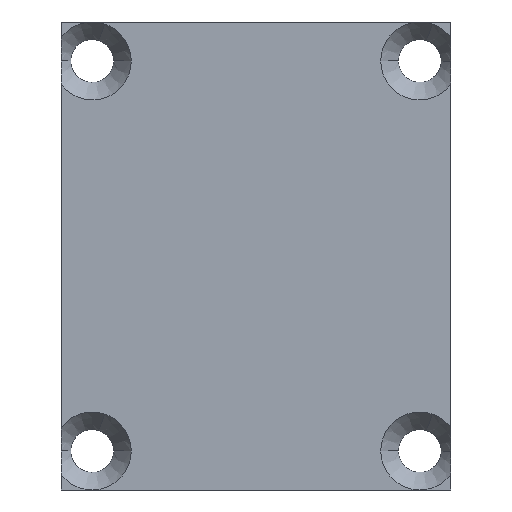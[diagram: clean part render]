
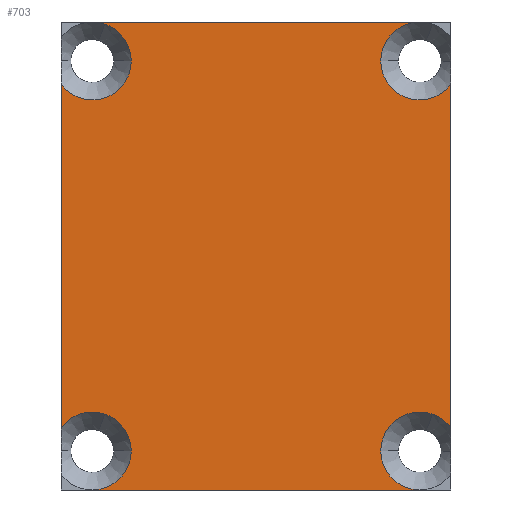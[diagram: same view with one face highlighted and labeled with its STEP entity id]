
A CAD part, front view. The second image highlights one B-rep face of the part: STEP entity #703.
In plain terms, the highlighted planar face has unit normal (0, -1, 0).
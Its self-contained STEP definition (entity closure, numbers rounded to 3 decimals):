
#563=AXIS2_PLACEMENT_3D('Plane Axis2P3D',#560,#561,#562) ;
#603=AXIS2_PLACEMENT_3D('Circle Axis2P3D',#601,#602,$) ;
#610=AXIS2_PLACEMENT_3D('Circle Axis2P3D',#608,#609,$) ;
#617=AXIS2_PLACEMENT_3D('Circle Axis2P3D',#615,#616,$) ;
#629=AXIS2_PLACEMENT_3D('Circle Axis2P3D',#627,#628,$) ;
#636=AXIS2_PLACEMENT_3D('Circle Axis2P3D',#634,#635,$) ;
#643=AXIS2_PLACEMENT_3D('Circle Axis2P3D',#641,#642,$) ;
#648=AXIS2_PLACEMENT_3D('Circle Axis2P3D',#646,#647,$) ;
#655=AXIS2_PLACEMENT_3D('Circle Axis2P3D',#653,#654,$) ;
#669=AXIS2_PLACEMENT_3D('Circle Axis2P3D',#667,#668,$) ;
#676=AXIS2_PLACEMENT_3D('Circle Axis2P3D',#674,#675,$) ;
#683=AXIS2_PLACEMENT_3D('Circle Axis2P3D',#681,#682,$) ;
#62=CARTESIAN_POINT('Vertex',(41.079,-251.683,1043.712)) ;
#65=CARTESIAN_POINT('Line Origine',(41.079,-251.683,1065.712)) ;
#69=CARTESIAN_POINT('Vertex',(41.079,-251.683,1087.712)) ;
#161=CARTESIAN_POINT('Vertex',(91.079,-251.683,1043.712)) ;
#235=CARTESIAN_POINT('Vertex',(91.079,-251.683,1087.712)) ;
#238=CARTESIAN_POINT('Line Origine',(91.079,-251.683,1065.712)) ;
#560=CARTESIAN_POINT('Axis2P3D Location',(0.,-251.683,0.)) ;
#587=CARTESIAN_POINT('Vertex',(45.079,-251.683,1035.712)) ;
#601=CARTESIAN_POINT('Axis2P3D Location',(45.08,-251.683,1040.711)) ;
#605=CARTESIAN_POINT('Vertex',(46.66,-251.683,1045.455)) ;
#608=CARTESIAN_POINT('Axis2P3D Location',(45.079,-251.683,1040.712)) ;
#612=CARTESIAN_POINT('Vertex',(50.079,-251.683,1040.712)) ;
#615=CARTESIAN_POINT('Axis2P3D Location',(45.079,-251.683,1040.712)) ;
#620=CARTESIAN_POINT('Line Origine',(66.079,-251.683,1035.712)) ;
#624=CARTESIAN_POINT('Vertex',(87.079,-251.683,1035.712)) ;
#627=CARTESIAN_POINT('Axis2P3D Location',(87.079,-251.683,1040.712)) ;
#631=CARTESIAN_POINT('Vertex',(82.079,-251.683,1040.712)) ;
#634=CARTESIAN_POINT('Axis2P3D Location',(87.08,-251.683,1040.711)) ;
#638=CARTESIAN_POINT('Vertex',(88.66,-251.683,1045.455)) ;
#641=CARTESIAN_POINT('Axis2P3D Location',(87.079,-251.683,1040.712)) ;
#646=CARTESIAN_POINT('Axis2P3D Location',(87.079,-251.683,1090.712)) ;
#650=CARTESIAN_POINT('Vertex',(82.079,-251.683,1090.712)) ;
#653=CARTESIAN_POINT('Axis2P3D Location',(87.08,-251.683,1090.711)) ;
#657=CARTESIAN_POINT('Vertex',(87.068,-251.683,1095.712)) ;
#660=CARTESIAN_POINT('Line Origine',(66.08,-251.683,1095.712)) ;
#664=CARTESIAN_POINT('Vertex',(45.091,-251.683,1095.712)) ;
#667=CARTESIAN_POINT('Axis2P3D Location',(45.08,-251.683,1090.711)) ;
#671=CARTESIAN_POINT('Vertex',(46.66,-251.683,1095.455)) ;
#674=CARTESIAN_POINT('Axis2P3D Location',(45.079,-251.683,1090.712)) ;
#678=CARTESIAN_POINT('Vertex',(50.079,-251.683,1090.712)) ;
#681=CARTESIAN_POINT('Axis2P3D Location',(45.079,-251.683,1090.712)) ;
#66=DIRECTION('Vector Direction',(0.,0.,1.)) ;
#239=DIRECTION('Vector Direction',(0.,0.,-1.)) ;
#561=DIRECTION('Axis2P3D Direction',(0.,-1.,0.)) ;
#562=DIRECTION('Axis2P3D XDirection',(1.,0.,0.)) ;
#602=DIRECTION('Axis2P3D Direction',(0.,-1.,0.)) ;
#609=DIRECTION('Axis2P3D Direction',(0.,-1.,0.)) ;
#616=DIRECTION('Axis2P3D Direction',(0.,-1.,0.)) ;
#621=DIRECTION('Vector Direction',(-1.,0.,0.)) ;
#628=DIRECTION('Axis2P3D Direction',(0.,-1.,0.)) ;
#635=DIRECTION('Axis2P3D Direction',(0.,-1.,0.)) ;
#642=DIRECTION('Axis2P3D Direction',(0.,-1.,0.)) ;
#647=DIRECTION('Axis2P3D Direction',(0.,-1.,0.)) ;
#654=DIRECTION('Axis2P3D Direction',(0.,-1.,0.)) ;
#661=DIRECTION('Vector Direction',(1.,0.,0.)) ;
#668=DIRECTION('Axis2P3D Direction',(0.,-1.,0.)) ;
#675=DIRECTION('Axis2P3D Direction',(0.,-1.,0.)) ;
#682=DIRECTION('Axis2P3D Direction',(0.,-1.,0.)) ;
#67=VECTOR('Line Direction',#66,1.) ;
#240=VECTOR('Line Direction',#239,1.) ;
#622=VECTOR('Line Direction',#621,1.) ;
#662=VECTOR('Line Direction',#661,1.) ;
#687=ORIENTED_EDGE('',*,*,#607,.F.) ;
#688=ORIENTED_EDGE('',*,*,#614,.F.) ;
#689=ORIENTED_EDGE('',*,*,#619,.F.) ;
#690=ORIENTED_EDGE('',*,*,#626,.T.) ;
#691=ORIENTED_EDGE('',*,*,#633,.F.) ;
#692=ORIENTED_EDGE('',*,*,#640,.F.) ;
#693=ORIENTED_EDGE('',*,*,#645,.F.) ;
#694=ORIENTED_EDGE('',*,*,#242,.T.) ;
#695=ORIENTED_EDGE('',*,*,#652,.F.) ;
#696=ORIENTED_EDGE('',*,*,#659,.F.) ;
#697=ORIENTED_EDGE('',*,*,#666,.T.) ;
#698=ORIENTED_EDGE('',*,*,#673,.F.) ;
#699=ORIENTED_EDGE('',*,*,#680,.F.) ;
#700=ORIENTED_EDGE('',*,*,#685,.F.) ;
#701=ORIENTED_EDGE('',*,*,#71,.T.) ;
#703=ADVANCED_FACE('PartBody',(#702),#564,.T.) ;
#604=CIRCLE('generated circle',#603,5.001) ;
#611=CIRCLE('generated circle',#610,5.) ;
#618=CIRCLE('generated circle',#617,5.) ;
#630=CIRCLE('generated circle',#629,5.) ;
#637=CIRCLE('generated circle',#636,5.001) ;
#644=CIRCLE('generated circle',#643,5.) ;
#649=CIRCLE('generated circle',#648,5.) ;
#656=CIRCLE('generated circle',#655,5.001) ;
#670=CIRCLE('generated circle',#669,5.001) ;
#677=CIRCLE('generated circle',#676,5.) ;
#684=CIRCLE('generated circle',#683,5.) ;
#71=EDGE_CURVE('',#70,#63,#68,.F.) ;
#242=EDGE_CURVE('',#162,#236,#241,.F.) ;
#607=EDGE_CURVE('',#606,#63,#604,.T.) ;
#614=EDGE_CURVE('',#613,#606,#611,.T.) ;
#619=EDGE_CURVE('',#588,#613,#618,.T.) ;
#626=EDGE_CURVE('',#588,#625,#623,.F.) ;
#633=EDGE_CURVE('',#632,#625,#630,.T.) ;
#640=EDGE_CURVE('',#639,#632,#637,.T.) ;
#645=EDGE_CURVE('',#162,#639,#644,.T.) ;
#652=EDGE_CURVE('',#651,#236,#649,.T.) ;
#659=EDGE_CURVE('',#658,#651,#656,.T.) ;
#666=EDGE_CURVE('',#658,#665,#663,.F.) ;
#673=EDGE_CURVE('',#672,#665,#670,.T.) ;
#680=EDGE_CURVE('',#679,#672,#677,.T.) ;
#685=EDGE_CURVE('',#70,#679,#684,.T.) ;
#686=EDGE_LOOP('',(#687,#688,#689,#690,#691,#692,#693,#694,#695,#696,#697,#698,#699,#700,#701)) ;
#702=FACE_OUTER_BOUND('',#686,.T.) ;
#68=LINE('Line',#65,#67) ;
#241=LINE('Line',#238,#240) ;
#623=LINE('Line',#620,#622) ;
#663=LINE('Line',#660,#662) ;
#564=PLANE('',#563) ;
#63=VERTEX_POINT('',#62) ;
#70=VERTEX_POINT('',#69) ;
#162=VERTEX_POINT('',#161) ;
#236=VERTEX_POINT('',#235) ;
#588=VERTEX_POINT('',#587) ;
#606=VERTEX_POINT('',#605) ;
#613=VERTEX_POINT('',#612) ;
#625=VERTEX_POINT('',#624) ;
#632=VERTEX_POINT('',#631) ;
#639=VERTEX_POINT('',#638) ;
#651=VERTEX_POINT('',#650) ;
#658=VERTEX_POINT('',#657) ;
#665=VERTEX_POINT('',#664) ;
#672=VERTEX_POINT('',#671) ;
#679=VERTEX_POINT('',#678) ;
